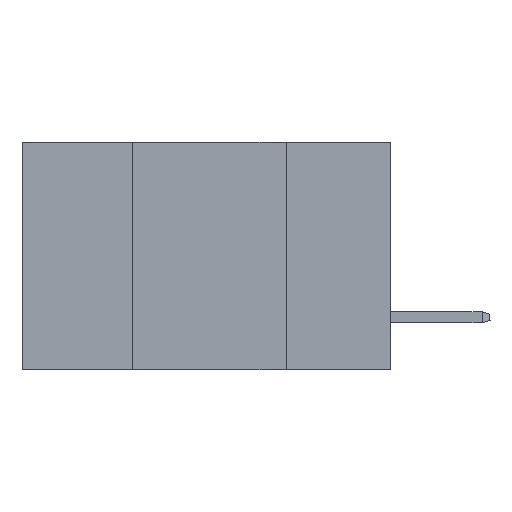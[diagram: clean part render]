
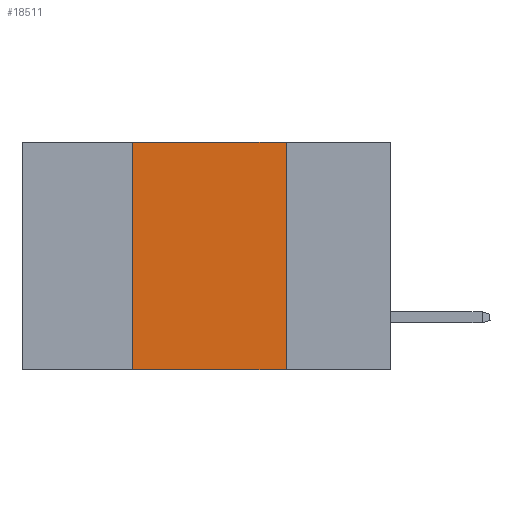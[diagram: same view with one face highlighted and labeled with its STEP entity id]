
A CAD part, left-side view. The second image highlights one B-rep face of the part: STEP entity #18511.
In plain terms, the highlighted planar face has unit normal (-1, 0, 0).
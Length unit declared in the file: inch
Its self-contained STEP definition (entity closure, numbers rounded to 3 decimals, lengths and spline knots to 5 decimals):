
#1628 = VECTOR ( 'NONE', #30272, 39.37008 ) ;
#2497 = DIRECTION ( 'NONE',  ( 0., 0., -1. ) ) ;
#3602 = CARTESIAN_POINT ( 'NONE',  ( 0., 0.6, -0.37 ) ) ;
#4305 = EDGE_CURVE ( 'NONE', #20751, #16349, #24027, .T. ) ;
#4820 = VECTOR ( 'NONE', #5707, 39.37008 ) ;
#5707 = DIRECTION ( 'NONE',  ( 0., -1., 0. ) ) ;
#6409 = ORIENTED_EDGE ( 'NONE', *, *, #19966, .F. ) ;
#6534 = VECTOR ( 'NONE', #30357, 39.37008 ) ;
#6620 = FACE_OUTER_BOUND ( 'NONE', #22312, .T. ) ;
#6648 = LINE ( 'NONE', #25826, #14983 ) ;
#7676 = ORIENTED_EDGE ( 'NONE', *, *, #4305, .T. ) ;
#8009 = LINE ( 'NONE', #27850, #1628 ) ;
#13391 = EDGE_CURVE ( 'NONE', #20751, #27738, #8009, .T. ) ;
#14940 = PLANE ( 'NONE',  #15127 ) ;
#14983 = VECTOR ( 'NONE', #26135, 39.37008 ) ;
#15127 = AXIS2_PLACEMENT_3D ( 'NONE', #26793, #24272, #2497 ) ;
#15151 = CARTESIAN_POINT ( 'NONE',  ( 0., 0.17, 0. ) ) ;
#16349 = VERTEX_POINT ( 'NONE', #19974 ) ;
#16359 = LINE ( 'NONE', #25722, #6534 ) ;
#16941 = VERTEX_POINT ( 'NONE', #15151 ) ;
#17091 = CARTESIAN_POINT ( 'NONE',  ( 0., 0.42, -0.37 ) ) ;
#17136 = EDGE_CURVE ( 'NONE', #27738, #16941, #6648, .T. ) ;
#17436 = ORIENTED_EDGE ( 'NONE', *, *, #13391, .F. ) ;
#18511 = ADVANCED_FACE ( 'NONE', ( #6620 ), #14940, .F. ) ;
#19966 = EDGE_CURVE ( 'NONE', #16941, #16349, #16359, .T. ) ;
#19974 = CARTESIAN_POINT ( 'NONE',  ( 0., 0.17, -0.37 ) ) ;
#20751 = VERTEX_POINT ( 'NONE', #17091 ) ;
#22312 = EDGE_LOOP ( 'NONE', ( #6409, #25145, #17436, #7676 ) ) ;
#24027 = LINE ( 'NONE', #3602, #4820 ) ;
#24272 = DIRECTION ( 'NONE',  ( 1., 0., 0. ) ) ;
#25145 = ORIENTED_EDGE ( 'NONE', *, *, #17136, .F. ) ;
#25722 = CARTESIAN_POINT ( 'NONE',  ( 0., 0.17, 0. ) ) ;
#25826 = CARTESIAN_POINT ( 'NONE',  ( 0., 0.6, 0. ) ) ;
#26135 = DIRECTION ( 'NONE',  ( 0., -1., 0. ) ) ;
#26793 = CARTESIAN_POINT ( 'NONE',  ( 0., 0.6, 0. ) ) ;
#27738 = VERTEX_POINT ( 'NONE', #30608 ) ;
#27850 = CARTESIAN_POINT ( 'NONE',  ( 0., 0.42, 0. ) ) ;
#30272 = DIRECTION ( 'NONE',  ( 0., 0., 1. ) ) ;
#30357 = DIRECTION ( 'NONE',  ( 0., 0., -1. ) ) ;
#30608 = CARTESIAN_POINT ( 'NONE',  ( 0., 0.42, 0. ) ) ;
